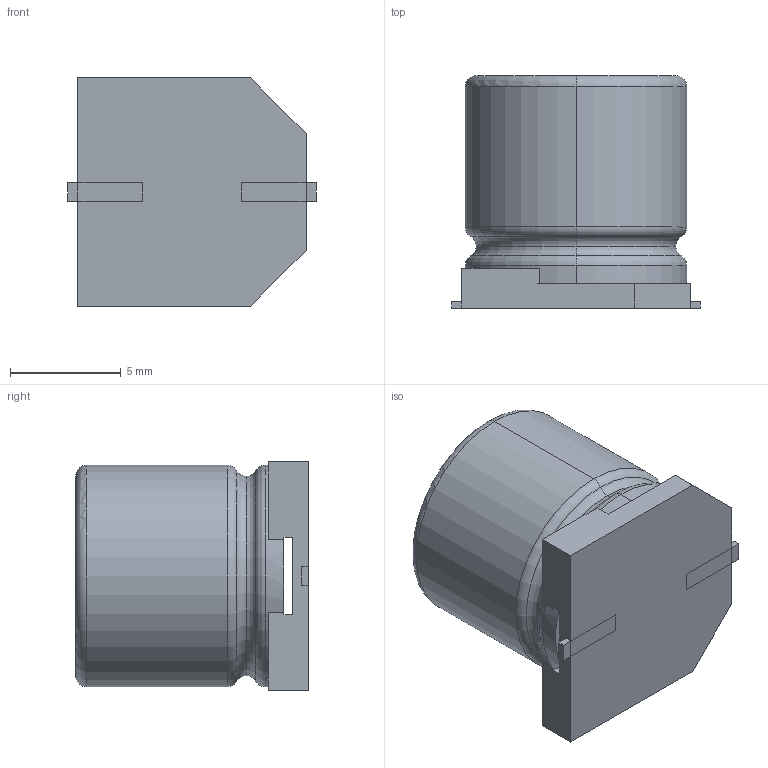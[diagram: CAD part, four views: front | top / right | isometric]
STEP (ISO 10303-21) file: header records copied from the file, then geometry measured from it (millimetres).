
FILE_DESCRIPTION (( 'STEP AP214' ), '1' );
FILE_NAME ('H24 220 50V SMD.STEP', '2024-04-26T12:12:19', ( '' ), ( '' ), 'SwSTEP 2.0', 'SolidWorks 2024', '' );
FILE_SCHEMA (( 'AUTOMOTIVE_DESIGN' ));
Length unit declared in the file: millimetre
Products named in the file (1): H24 220 50V SMD
Bounding box: 11.2 x 10.5 x 10.3 mm (x, y, z)
Volume: 826.3 mm3; surface area: 645.9 mm2
Topology: 3 solids, 3 shells, 352 faces, 990 edges, 654 vertices
Faces by surface type: plane 233, bspline 103, torus 10, cylinder 6
Entity records: 17146 total; most frequent: CARTESIAN_POINT 4823, ORIENTED_EDGE 1980, DIRECTION 1320, EDGE_CURVE 990, VECTOR 744, LINE 744, VERTEX_POINT 654, EDGE_LOOP 364
